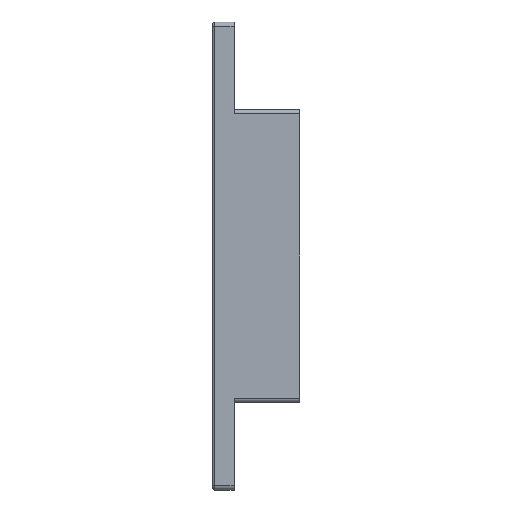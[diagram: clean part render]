
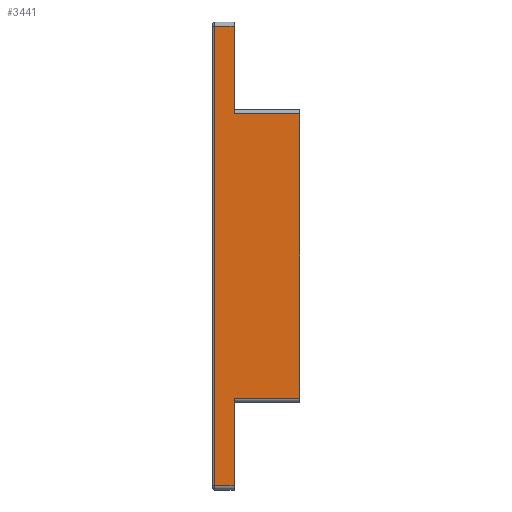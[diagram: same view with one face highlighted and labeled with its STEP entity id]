
A CAD part, left-side view. The second image highlights one B-rep face of the part: STEP entity #3441.
In plain terms, the highlighted planar face has unit normal (-1, 0, 0).
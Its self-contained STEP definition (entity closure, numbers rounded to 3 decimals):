
#166=PLANE('',#3705);
#322=FACE_OUTER_BOUND('',#532,.T.);
#532=EDGE_LOOP('',(#2547,#2548,#2549,#2550,#2551,#2552,#2553,#2554));
#777=LINE('',#5373,#1119);
#796=LINE('',#5453,#1138);
#809=LINE('',#5488,#1151);
#810=LINE('',#5490,#1152);
#811=LINE('',#5491,#1153);
#812=LINE('',#5493,#1154);
#813=LINE('',#5495,#1155);
#814=LINE('',#5496,#1156);
#1119=VECTOR('',#4026,1000.);
#1138=VECTOR('',#4089,1000.);
#1151=VECTOR('',#4114,1000.);
#1152=VECTOR('',#4115,1000.);
#1153=VECTOR('',#4116,1000.);
#1154=VECTOR('',#4117,1000.);
#1155=VECTOR('',#4118,1000.);
#1156=VECTOR('',#4119,1000.);
#1604=VERTEX_POINT('',#5370);
#1605=VERTEX_POINT('',#5372);
#1643=VERTEX_POINT('',#5450);
#1644=VERTEX_POINT('',#5452);
#1660=VERTEX_POINT('',#5487);
#1661=VERTEX_POINT('',#5489);
#1662=VERTEX_POINT('',#5492);
#1663=VERTEX_POINT('',#5494);
#1951=EDGE_CURVE('',#1605,#1604,#777,.T.);
#1991=EDGE_CURVE('',#1644,#1643,#796,.T.);
#2008=EDGE_CURVE('',#1643,#1660,#809,.T.);
#2009=EDGE_CURVE('',#1660,#1661,#810,.T.);
#2010=EDGE_CURVE('',#1661,#1605,#811,.T.);
#2011=EDGE_CURVE('',#1604,#1662,#812,.T.);
#2012=EDGE_CURVE('',#1663,#1662,#813,.T.);
#2013=EDGE_CURVE('',#1663,#1644,#814,.T.);
#2547=ORIENTED_EDGE('',*,*,#2008,.T.);
#2548=ORIENTED_EDGE('',*,*,#2009,.T.);
#2549=ORIENTED_EDGE('',*,*,#2010,.T.);
#2550=ORIENTED_EDGE('',*,*,#1951,.T.);
#2551=ORIENTED_EDGE('',*,*,#2011,.T.);
#2552=ORIENTED_EDGE('',*,*,#2012,.F.);
#2553=ORIENTED_EDGE('',*,*,#2013,.T.);
#2554=ORIENTED_EDGE('',*,*,#1991,.T.);
#3441=ADVANCED_FACE('',(#322),#166,.F.);
#3705=AXIS2_PLACEMENT_3D('',#5486,#4112,#4113);
#4026=DIRECTION('',(0.,0.,1.));
#4089=DIRECTION('',(0.,0.,1.));
#4112=DIRECTION('center_axis',(1.,0.,0.));
#4113=DIRECTION('ref_axis',(0.,0.,-1.));
#4114=DIRECTION('',(0.,1.,0.));
#4115=DIRECTION('',(0.,0.,-1.));
#4116=DIRECTION('',(0.,-1.,0.));
#4117=DIRECTION('',(0.,-1.,0.));
#4118=DIRECTION('',(0.,0.,-1.));
#4119=DIRECTION('',(0.,1.,0.));
#5370=CARTESIAN_POINT('',(0.,0.,-86.));
#5372=CARTESIAN_POINT('',(0.,0.,-106.));
#5373=CARTESIAN_POINT('',(0.,0.,0.));
#5450=CARTESIAN_POINT('',(0.,0.,-1.));
#5452=CARTESIAN_POINT('',(0.,0.,-21.));
#5453=CARTESIAN_POINT('',(0.,0.,0.));
#5486=CARTESIAN_POINT('Origin',(0.,5.,0.));
#5487=CARTESIAN_POINT('',(0.,4.5,-1.));
#5488=CARTESIAN_POINT('',(0.,5.,-1.));
#5489=CARTESIAN_POINT('',(0.,4.5,-106.));
#5490=CARTESIAN_POINT('',(0.,4.5,0.));
#5491=CARTESIAN_POINT('',(0.,5.,-106.));
#5492=CARTESIAN_POINT('',(0.,-15.,-86.));
#5493=CARTESIAN_POINT('',(0.,5.,-86.));
#5494=CARTESIAN_POINT('',(0.,-15.,-21.));
#5495=CARTESIAN_POINT('',(0.,-15.,-20.));
#5496=CARTESIAN_POINT('',(0.,5.,-21.));
